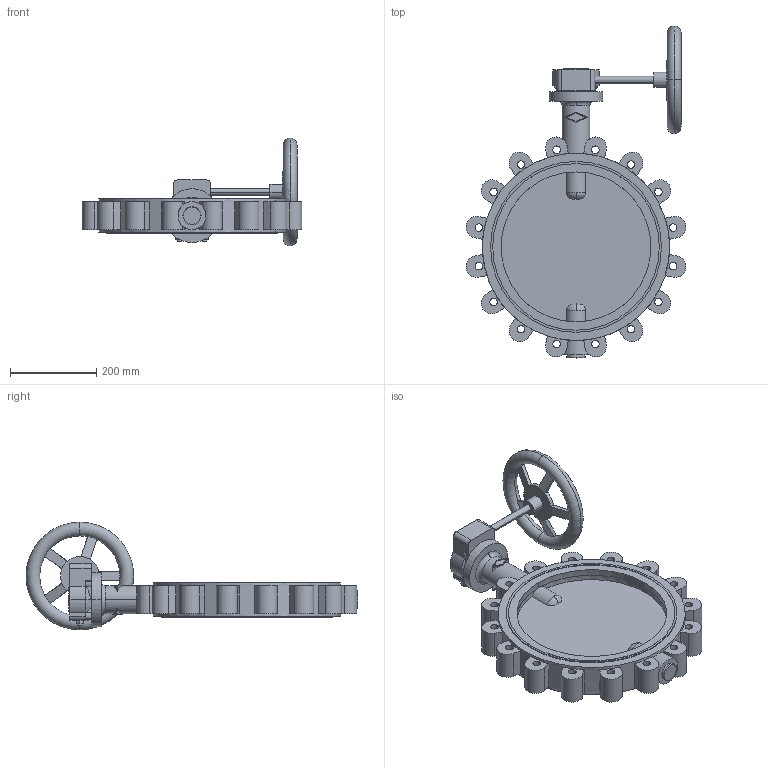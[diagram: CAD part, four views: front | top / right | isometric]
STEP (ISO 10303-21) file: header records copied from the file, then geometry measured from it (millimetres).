
FILE_DESCRIPTION( ( '' ), '1' );
FILE_NAME( 'c000005654.stp', '2015-06-02T12:18:20', ( '' ), ( '' ), ' ', ' ', ' ' );
FILE_SCHEMA( ( 'CONFIG_CONTROL_DESIGN' ) );
Length unit declared in the file: millimetre
Products named in the file (2): 1; 2
Bounding box: 510.96 x 771 x 250 mm (x, y, z)
Volume: 10253722.6 mm3; surface area: 861051.9 mm2
Topology: 2 solids, 2 shells, 346 faces, 946 edges, 628 vertices
Faces by surface type: plane 198, cylinder 120, torus 16, cone 12
Entity records: 13142 total; most frequent: CARTESIAN_POINT 4039, DIRECTION 1895, ORIENTED_EDGE 1892, EDGE_CURVE 946, AXIS2_PLACEMENT_3D 696, VERTEX_POINT 628, LINE 503, VECTOR 503
